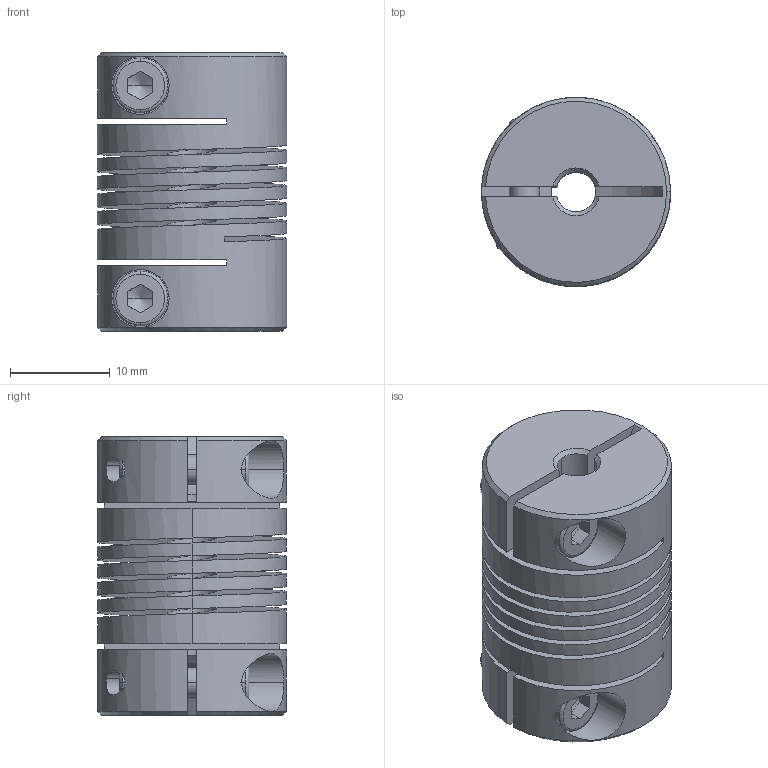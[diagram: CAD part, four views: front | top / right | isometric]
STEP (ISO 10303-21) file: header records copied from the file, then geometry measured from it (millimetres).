
FILE_DESCRIPTION(('STEP AP214'),'1');
FILE_NAME('wkak19280404.stp','2017-10-10T12:26:29',('TraceParts'),('TraceParts S.A.'),'Spatial InterOp 3D',' ',' ');
FILE_SCHEMA(('automotive_design'));
Length unit declared in the file: millimetre
Products named in the file (1): wkak19280404
Bounding box: 19 x 18.99 x 28 mm (x, y, z)
Volume: 6248 mm3; surface area: 6555.3 mm2
Topology: 1 solids, 1 shells, 119 faces, 343 edges, 228 vertices
Faces by surface type: cylinder 58, plane 37, cone 16, torus 4, bspline 4
Entity records: 35168 total; most frequent: CARTESIAN_POINT 32119, ORIENTED_EDGE 678, DIRECTION 583, EDGE_CURVE 339, VERTEX_POINT 228, AXIS2_PLACEMENT_3D 224, LINE 135, VECTOR 135
